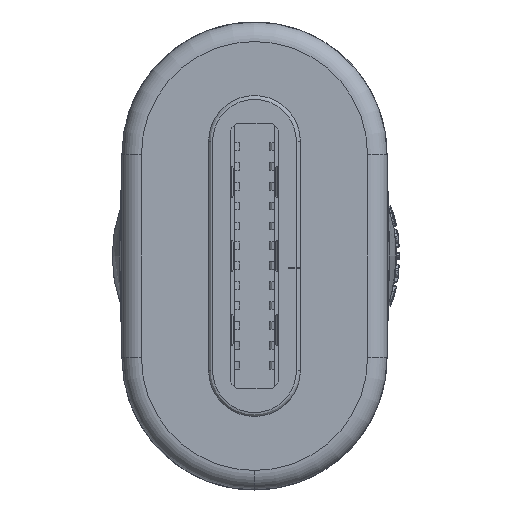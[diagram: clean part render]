
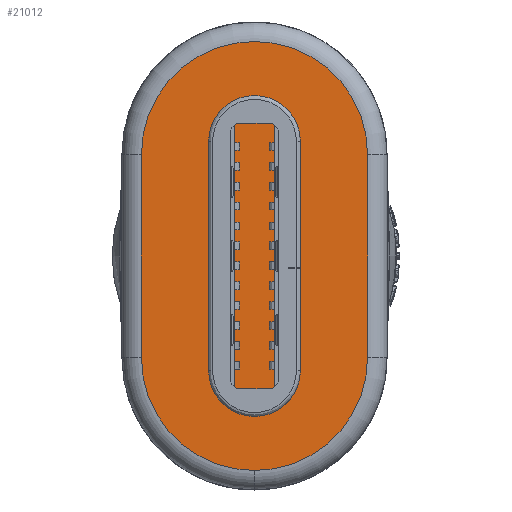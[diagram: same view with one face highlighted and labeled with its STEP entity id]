
A CAD part, left-side view. The second image highlights one B-rep face of the part: STEP entity #21012.
In plain terms, the highlighted planar face has unit normal (-1, 0, 0).
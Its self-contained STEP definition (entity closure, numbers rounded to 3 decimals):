
#381 = EDGE_CURVE ( 'NONE', #15349, #3536, #738, .T. ) ;
#738 = LINE ( 'NONE', #15805, #16214 ) ;
#1814 = CARTESIAN_POINT ( 'NONE',  ( 0., 0., 2.6 ) ) ;
#3247 = LINE ( 'NONE', #12764, #19789 ) ;
#3353 = AXIS2_PLACEMENT_3D ( 'NONE', #18419, #14616, #20509 ) ;
#3536 = VERTEX_POINT ( 'NONE', #18139 ) ;
#3548 = CARTESIAN_POINT ( 'NONE',  ( 0., 2.9, 2.6 ) ) ;
#3767 = CIRCLE ( 'NONE', #3353, 2.9 ) ;
#3774 = EDGE_LOOP ( 'NONE', ( #8637, #6986, #20673, #21317, #6586 ) ) ;
#4299 = EDGE_CURVE ( 'NONE', #7369, #15349, #3767, .T. ) ;
#4487 = DIRECTION ( 'NONE',  ( 0., 0., -1. ) ) ;
#6586 = ORIENTED_EDGE ( 'NONE', *, *, #21255, .T. ) ;
#6986 = ORIENTED_EDGE ( 'NONE', *, *, #4299, .T. ) ;
#7010 = VERTEX_POINT ( 'NONE', #14379 ) ;
#7369 = VERTEX_POINT ( 'NONE', #22714 ) ;
#8637 = ORIENTED_EDGE ( 'NONE', *, *, #17501, .T. ) ;
#8780 = AXIS2_PLACEMENT_3D ( 'NONE', #19294, #21380, #4487 ) ;
#10333 = CARTESIAN_POINT ( 'NONE',  ( 0., 0., -2.6 ) ) ;
#10784 = DIRECTION ( 'NONE',  ( 0., 0., -1. ) ) ;
#12764 = CARTESIAN_POINT ( 'NONE',  ( 0., 2.9, 2.6 ) ) ;
#13636 = PLANE ( 'NONE',  #8780 ) ;
#14231 = CIRCLE ( 'NONE', #17368, 2.9 ) ;
#14379 = CARTESIAN_POINT ( 'NONE',  ( 0., 2.9, -2.6 ) ) ;
#14616 = DIRECTION ( 'NONE',  ( -1., 0., 0. ) ) ;
#15349 = VERTEX_POINT ( 'NONE', #24121 ) ;
#15805 = CARTESIAN_POINT ( 'NONE',  ( 0., -2.9, 2.6 ) ) ;
#16214 = VECTOR ( 'NONE', #23334, 1000. ) ;
#16864 = DIRECTION ( 'NONE',  ( 0., 0., -1. ) ) ;
#17368 = AXIS2_PLACEMENT_3D ( 'NONE', #10333, #23529, #21791 ) ;
#17501 = EDGE_CURVE ( 'NONE', #7010, #7369, #14231, .T. ) ;
#18139 = CARTESIAN_POINT ( 'NONE',  ( 0., -2.9, 2.6 ) ) ;
#18419 = CARTESIAN_POINT ( 'NONE',  ( 0., 0., -2.6 ) ) ;
#18566 = EDGE_CURVE ( 'NONE', #3536, #21946, #20893, .T. ) ;
#19294 = CARTESIAN_POINT ( 'NONE',  ( 0., 0., 2.6 ) ) ;
#19789 = VECTOR ( 'NONE', #10784, 1000. ) ;
#20090 = AXIS2_PLACEMENT_3D ( 'NONE', #1814, #20921, #16864 ) ;
#20509 = DIRECTION ( 'NONE',  ( 0., 0., -1. ) ) ;
#20673 = ORIENTED_EDGE ( 'NONE', *, *, #381, .T. ) ;
#20893 = CIRCLE ( 'NONE', #20090, 2.9 ) ;
#20921 = DIRECTION ( 'NONE',  ( -1., 0., 0. ) ) ;
#21012 = ADVANCED_FACE ( 'NONE', ( #23016 ), #13636, .F. ) ;
#21255 = EDGE_CURVE ( 'NONE', #21946, #7010, #3247, .T. ) ;
#21317 = ORIENTED_EDGE ( 'NONE', *, *, #18566, .T. ) ;
#21380 = DIRECTION ( 'NONE',  ( 1., 0., 0. ) ) ;
#21791 = DIRECTION ( 'NONE',  ( 0., 0., -1. ) ) ;
#21946 = VERTEX_POINT ( 'NONE', #3548 ) ;
#22714 = CARTESIAN_POINT ( 'NONE',  ( 0., 0., -5.5 ) ) ;
#23016 = FACE_OUTER_BOUND ( 'NONE', #3774, .T. ) ;
#23334 = DIRECTION ( 'NONE',  ( 0., 0., 1. ) ) ;
#23529 = DIRECTION ( 'NONE',  ( -1., 0., 0. ) ) ;
#24121 = CARTESIAN_POINT ( 'NONE',  ( 0., -2.9, -2.6 ) ) ;
